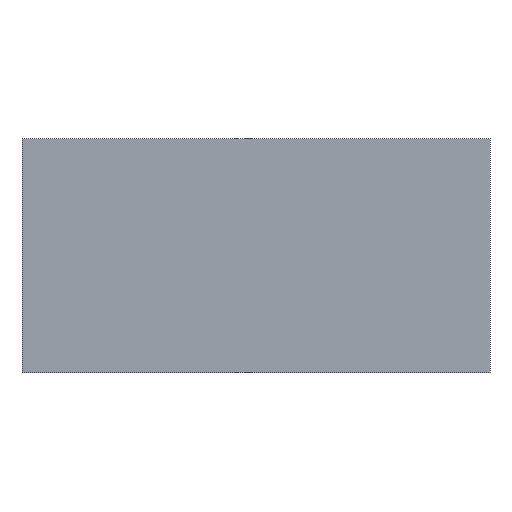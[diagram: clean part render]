
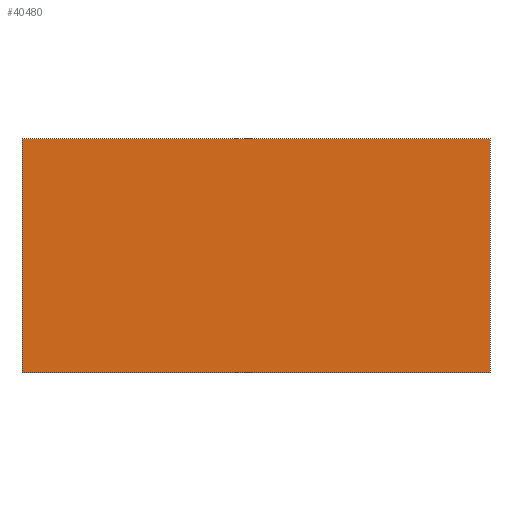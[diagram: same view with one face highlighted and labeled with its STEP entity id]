
A CAD part, front view. The second image highlights one B-rep face of the part: STEP entity #40480.
In plain terms, the highlighted planar face has unit normal (0, -1, 0).
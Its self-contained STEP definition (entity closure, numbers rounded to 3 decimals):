
#1876=PLANE('',#43592);
#3279=FACE_OUTER_BOUND('',#5743,.T.);
#5743=EDGE_LOOP('',(#28003,#28004,#28005,#28006));
#10037=LINE('',#60352,#14129);
#10041=LINE('',#60360,#14133);
#10044=LINE('',#60366,#14136);
#10047=LINE('',#60371,#14139);
#14129=VECTOR('',#47889,10.);
#14133=VECTOR('',#47895,10.);
#14136=VECTOR('',#47900,10.);
#14139=VECTOR('',#47905,10.);
#18211=VERTEX_POINT('',#60350);
#18212=VERTEX_POINT('',#60351);
#18215=VERTEX_POINT('',#60359);
#18217=VERTEX_POINT('',#60365);
#21975=EDGE_CURVE('',#18211,#18212,#10037,.T.);
#21979=EDGE_CURVE('',#18212,#18215,#10041,.T.);
#21982=EDGE_CURVE('',#18215,#18217,#10044,.T.);
#21985=EDGE_CURVE('',#18217,#18211,#10047,.T.);
#28003=ORIENTED_EDGE('',*,*,#21985,.T.);
#28004=ORIENTED_EDGE('',*,*,#21975,.T.);
#28005=ORIENTED_EDGE('',*,*,#21979,.T.);
#28006=ORIENTED_EDGE('',*,*,#21982,.T.);
#40480=ADVANCED_FACE('',(#3279),#1876,.T.);
#43592=AXIS2_PLACEMENT_3D('',#60373,#47907,#47908);
#47889=DIRECTION('',(0.,0.,1.));
#47895=DIRECTION('',(-1.,0.,0.));
#47900=DIRECTION('',(0.,0.,-1.));
#47905=DIRECTION('',(1.,0.,0.));
#47907=DIRECTION('center_axis',(0.,-1.,0.));
#47908=DIRECTION('ref_axis',(-1.,0.,0.));
#60350=CARTESIAN_POINT('',(96.,0.,-48.));
#60351=CARTESIAN_POINT('',(96.,0.,48.));
#60352=CARTESIAN_POINT('',(96.,0.,-48.));
#60359=CARTESIAN_POINT('',(-96.,0.,48.));
#60360=CARTESIAN_POINT('',(96.,0.,48.));
#60365=CARTESIAN_POINT('',(-96.,0.,-48.));
#60366=CARTESIAN_POINT('',(-96.,0.,48.));
#60371=CARTESIAN_POINT('',(-96.,0.,-48.));
#60373=CARTESIAN_POINT('Origin',(0.,0.,0.));
